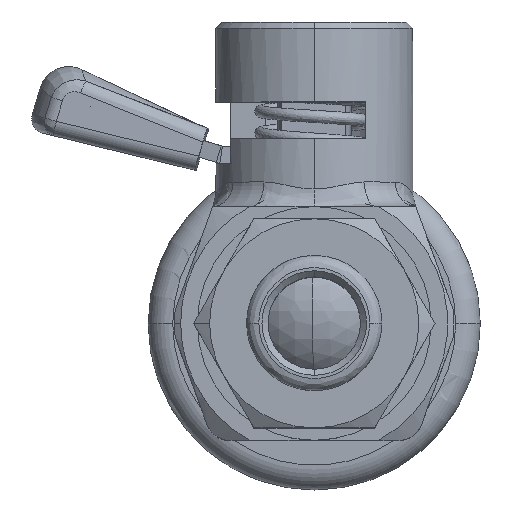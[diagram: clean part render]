
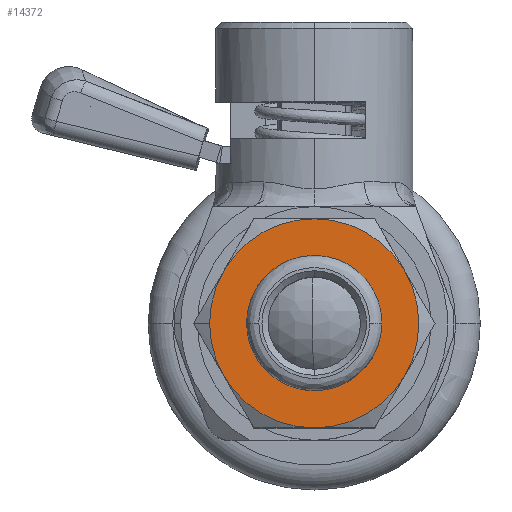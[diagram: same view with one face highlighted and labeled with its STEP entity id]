
A CAD part, top view. The second image highlights one B-rep face of the part: STEP entity #14372.
In plain terms, the highlighted face is planar.
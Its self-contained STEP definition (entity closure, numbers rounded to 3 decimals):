
#3815 = CARTESIAN_POINT ( 'NONE',  ( 10.285, 0., 5.25 ) ) ;
#3953 = CARTESIAN_POINT ( 'NONE',  ( 10.285, 0., -5.25 ) ) ;
#4190 = DIRECTION ( 'NONE',  ( 0., 0., 1. ) ) ;
#4191 = DIRECTION ( 'NONE',  ( 1., 0., 0. ) ) ;
#4193 = CARTESIAN_POINT ( 'NONE',  ( 10.285, 0., 0. ) ) ;
#4208 = AXIS2_PLACEMENT_3D ( 'NONE', #4193, #4191, #4190 ) ;
#4220 = CIRCLE ( 'NONE', #4208, 5.25 ) ;
#4285 = AXIS2_PLACEMENT_3D ( 'NONE', #4319, #4373, #4372 ) ;
#4319 = CARTESIAN_POINT ( 'NONE',  ( 10.285, 0., 0. ) ) ;
#4322 = CARTESIAN_POINT ( 'NONE',  ( 10.285, -4.25, 7.361 ) ) ;
#4334 = CIRCLE ( 'NONE', #4285, 8.5 ) ;
#4352 = CARTESIAN_POINT ( 'NONE',  ( 10.285, 4.25, 7.361 ) ) ;
#4360 = CARTESIAN_POINT ( 'NONE',  ( 10.285, 0., 8.5 ) ) ;
#4372 = DIRECTION ( 'NONE',  ( 0., 0., 1. ) ) ;
#4373 = DIRECTION ( 'NONE',  ( 1., 0., 0. ) ) ;
#4439 = CARTESIAN_POINT ( 'NONE',  ( 10.285, -8.5, 0. ) ) ;
#4464 = CARTESIAN_POINT ( 'NONE',  ( 10.285, -4.25, -7.361 ) ) ;
#4496 = CARTESIAN_POINT ( 'NONE',  ( 10.285, 8.5, 0. ) ) ;
#4528 = CARTESIAN_POINT ( 'NONE',  ( 10.285, 4.25, -7.361 ) ) ;
#4547 = CIRCLE ( 'NONE', #4606, 8.5 ) ;
#4552 = DIRECTION ( 'NONE',  ( 0., 0., 1. ) ) ;
#4554 = DIRECTION ( 'NONE',  ( 1., 0., 0. ) ) ;
#4561 = CARTESIAN_POINT ( 'NONE',  ( 10.285, 0., 0. ) ) ;
#4562 = AXIS2_PLACEMENT_3D ( 'NONE', #4561, #4554, #4552 ) ;
#4563 = CIRCLE ( 'NONE', #4562, 8.5 ) ;
#4594 = DIRECTION ( 'NONE',  ( 0., 0., 1. ) ) ;
#4595 = DIRECTION ( 'NONE',  ( 1., 0., 0. ) ) ;
#4603 = CARTESIAN_POINT ( 'NONE',  ( 10.285, 0., 0. ) ) ;
#4606 = AXIS2_PLACEMENT_3D ( 'NONE', #4603, #4595, #4594 ) ;
#4613 = DIRECTION ( 'NONE',  ( 0., 0., 1. ) ) ;
#4614 = DIRECTION ( 'NONE',  ( 1., 0., 0. ) ) ;
#4615 = CARTESIAN_POINT ( 'NONE',  ( 10.285, 0., 0. ) ) ;
#4616 = AXIS2_PLACEMENT_3D ( 'NONE', #4615, #4614, #4613 ) ;
#4617 = CIRCLE ( 'NONE', #4616, 8.5 ) ;
#7315 = CARTESIAN_POINT ( 'NONE',  ( 10.285, 0., 0. ) ) ;
#7316 = CIRCLE ( 'NONE', #7335, 8.5 ) ;
#7319 = CIRCLE ( 'NONE', #7384, 8.5 ) ;
#7335 = AXIS2_PLACEMENT_3D ( 'NONE', #7378, #7377, #7376 ) ;
#7365 = DIRECTION ( 'NONE',  ( 0., 0., 1. ) ) ;
#7366 = DIRECTION ( 'NONE',  ( 1., 0., 0. ) ) ;
#7367 = AXIS2_PLACEMENT_3D ( 'NONE', #7315, #7366, #7365 ) ;
#7368 = CIRCLE ( 'NONE', #7367, 8.5 ) ;
#7376 = DIRECTION ( 'NONE',  ( 0., 0., 1. ) ) ;
#7377 = DIRECTION ( 'NONE',  ( 1., 0., 0. ) ) ;
#7378 = CARTESIAN_POINT ( 'NONE',  ( 10.285, 0., 0. ) ) ;
#7381 = DIRECTION ( 'NONE',  ( 0., 0., 1. ) ) ;
#7382 = DIRECTION ( 'NONE',  ( 1., 0., 0. ) ) ;
#7383 = CARTESIAN_POINT ( 'NONE',  ( 10.285, 0., 0. ) ) ;
#7384 = AXIS2_PLACEMENT_3D ( 'NONE', #7383, #7382, #7381 ) ;
#7391 = PLANE ( 'NONE',  #7412 ) ;
#7393 = CARTESIAN_POINT ( 'NONE',  ( 10.285, -5.25, 0. ) ) ;
#7404 = FACE_OUTER_BOUND ( 'NONE', #14356, .T. ) ;
#7406 = FACE_BOUND ( 'NONE', #14354, .T. ) ;
#7408 = DIRECTION ( 'NONE',  ( 0., 0., 1. ) ) ;
#7409 = DIRECTION ( 'NONE',  ( 1., 0., 0. ) ) ;
#7410 = CARTESIAN_POINT ( 'NONE',  ( 10.285, 0., 0. ) ) ;
#7411 = AXIS2_PLACEMENT_3D ( 'NONE', #7410, #7409, #7408 ) ;
#7412 = AXIS2_PLACEMENT_3D ( 'NONE', #7393, #7457, #7456 ) ;
#7415 = CIRCLE ( 'NONE', #7411, 5.25 ) ;
#7456 = DIRECTION ( 'NONE',  ( 0., 0., -1. ) ) ;
#7457 = DIRECTION ( 'NONE',  ( 1., 0., 0. ) ) ;
#9040 = VERTEX_POINT ( 'NONE', #3953 ) ;
#9736 = VERTEX_POINT ( 'NONE', #3815 ) ;
#11426 = EDGE_CURVE ( 'NONE', #9040, #9736, #4220, .T. ) ;
#11874 = VERTEX_POINT ( 'NONE', #4322 ) ;
#11900 = EDGE_CURVE ( 'NONE', #11907, #11874, #4334, .T. ) ;
#11907 = VERTEX_POINT ( 'NONE', #4360 ) ;
#12451 = VERTEX_POINT ( 'NONE', #4352 ) ;
#13248 = VERTEX_POINT ( 'NONE', #4439 ) ;
#13265 = VERTEX_POINT ( 'NONE', #4464 ) ;
#13274 = VERTEX_POINT ( 'NONE', #4496 ) ;
#13278 = VERTEX_POINT ( 'NONE', #4528 ) ;
#13304 = EDGE_CURVE ( 'NONE', #11874, #13248, #4563, .T. ) ;
#13310 = EDGE_CURVE ( 'NONE', #13274, #12451, #4617, .T. ) ;
#13315 = EDGE_CURVE ( 'NONE', #12451, #11907, #4547, .T. ) ;
#14338 = EDGE_CURVE ( 'NONE', #13265, #13278, #7319, .T. ) ;
#14339 = EDGE_CURVE ( 'NONE', #13278, #13274, #7316, .T. ) ;
#14346 = EDGE_CURVE ( 'NONE', #13248, #13265, #7368, .T. ) ;
#14350 = ORIENTED_EDGE ( 'NONE', *, *, #14339, .T. ) ;
#14354 = EDGE_LOOP ( 'NONE', ( #14363, #14385 ) ) ;
#14355 = ORIENTED_EDGE ( 'NONE', *, *, #14346, .T. ) ;
#14356 = EDGE_LOOP ( 'NONE', ( #14369, #14350, #14364, #14368, #14362, #14361, #14355 ) ) ;
#14358 = EDGE_CURVE ( 'NONE', #9736, #9040, #7415, .T. ) ;
#14361 = ORIENTED_EDGE ( 'NONE', *, *, #13304, .T. ) ;
#14362 = ORIENTED_EDGE ( 'NONE', *, *, #11900, .T. ) ;
#14363 = ORIENTED_EDGE ( 'NONE', *, *, #14358, .F. ) ;
#14364 = ORIENTED_EDGE ( 'NONE', *, *, #13310, .T. ) ;
#14368 = ORIENTED_EDGE ( 'NONE', *, *, #13315, .T. ) ;
#14369 = ORIENTED_EDGE ( 'NONE', *, *, #14338, .T. ) ;
#14372 = ADVANCED_FACE ( 'NONE', ( #7404, #7406 ), #7391, .T. ) ;
#14385 = ORIENTED_EDGE ( 'NONE', *, *, #11426, .F. ) ;
